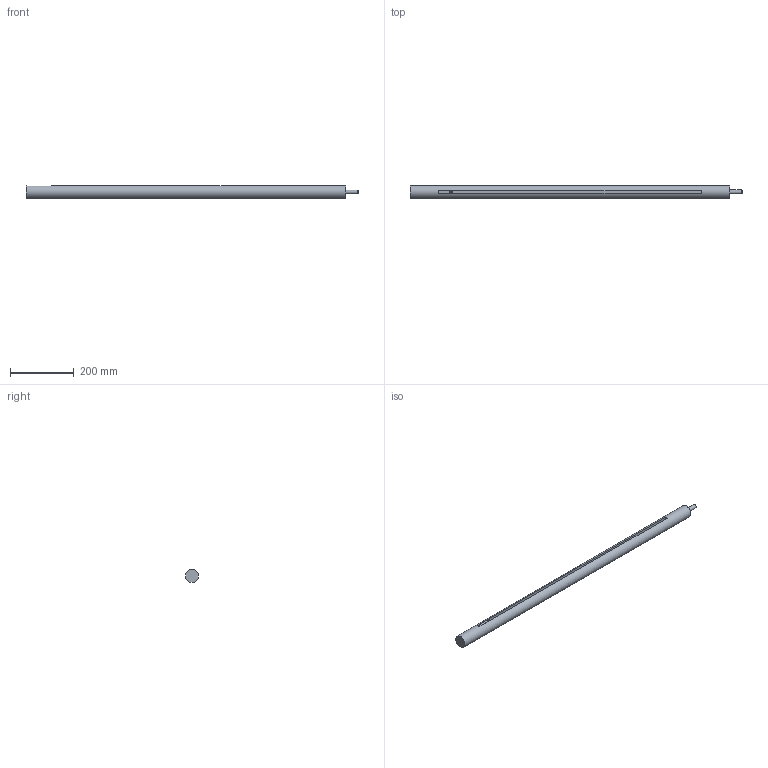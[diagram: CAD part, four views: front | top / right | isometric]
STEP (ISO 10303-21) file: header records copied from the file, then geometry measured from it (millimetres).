
FILE_DESCRIPTION( ( 'STEP AP214' ), '1' );
FILE_NAME( 'K0495.400001X1000_791.stp', '2020-12-08T10:35:07', ( '' ), ( '' ), ' ', 'PARTsolutions', ' ' );
FILE_SCHEMA( ( 'AUTOMOTIVE_DESIGN { 1 0 10303 214 1 1 1 1 }' ) );
Length unit declared in the file: millimetre
Products named in the file (1): _K0495.400001X1000_791
Bounding box: 1038 x 40 x 40 mm (x, y, z)
Volume: 1137107.7 mm3; surface area: 160677 mm2
Topology: 1 solids, 2 shells, 23 faces, 44 edges, 29 vertices
Faces by surface type: plane 16, cylinder 6, cone 1
Full cylindrical faces by diameter (mm): 6 x2, 12 x1, 40 x1
Entity records: 810 total; most frequent: CARTESIAN_POINT 150, DIRECTION 98, ORIENTED_EDGE 78, EDGE_CURVE 39, AXIS2_PLACEMENT_3D 37, EDGE_LOOP 32, VERTEX_POINT 29, FACE_OUTER_BOUND 27
